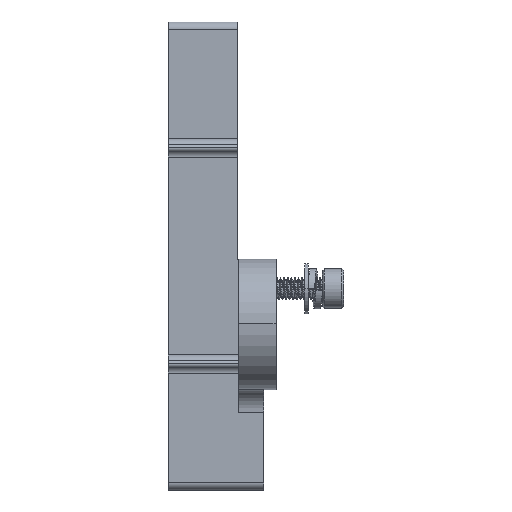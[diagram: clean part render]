
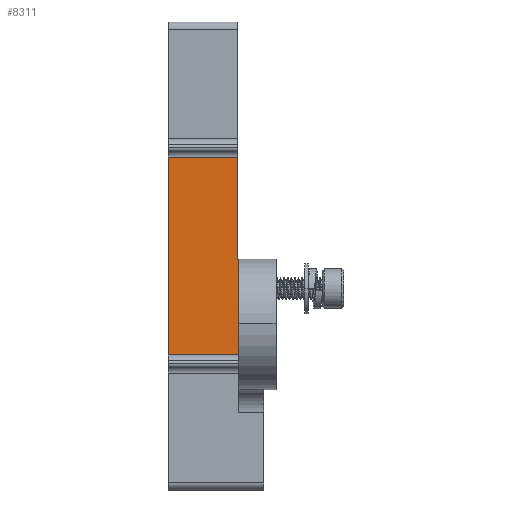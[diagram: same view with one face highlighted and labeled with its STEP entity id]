
A CAD part, top view. The second image highlights one B-rep face of the part: STEP entity #8311.
In plain terms, the highlighted face is planar.
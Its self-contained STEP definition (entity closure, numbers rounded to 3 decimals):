
#225 = PLANE('',#226);
#226 = AXIS2_PLACEMENT_3D('',#227,#228,#229);
#227 = CARTESIAN_POINT('',(32.5,35.5,0.));
#228 = DIRECTION('',(0.,0.,1.));
#229 = DIRECTION('',(0.,1.,0.));
#1226 = PLANE('',#1227);
#1227 = AXIS2_PLACEMENT_3D('',#1228,#1229,#1230);
#1228 = CARTESIAN_POINT('',(-32.5,-39.5,-9.6));
#1229 = DIRECTION('',(0.,0.,1.));
#1230 = DIRECTION('',(1.,0.,0.));
#1308 = CYLINDRICAL_SURFACE('',#1309,1.);
#1309 = AXIS2_PLACEMENT_3D('',#1310,#1311,#1312);
#1310 = CARTESIAN_POINT('',(-13.731,-30.5,-20.821));
#1311 = DIRECTION('',(0.,0.,1.));
#1312 = DIRECTION('',(0.,1.,0.));
#1347 = PLANE('',#1348);
#1348 = AXIS2_PLACEMENT_3D('',#1349,#1350,#1351);
#1349 = CARTESIAN_POINT('',(32.5,35.5,-9.8));
#1350 = DIRECTION('',(0.,0.,1.));
#1351 = DIRECTION('',(0.,1.,0.));
#5243 = VERTEX_POINT('',#5244);
#5244 = CARTESIAN_POINT('',(13.731,-31.5,0.));
#5263 = CYLINDRICAL_SURFACE('',#5264,1.);
#5264 = AXIS2_PLACEMENT_3D('',#5265,#5266,#5267);
#5265 = CARTESIAN_POINT('',(13.731,-30.5,-20.821));
#5266 = DIRECTION('',(0.,0.,1.));
#5267 = DIRECTION('',(0.,1.,0.));
#5275 = EDGE_CURVE('',#5276,#5243,#5278,.T.);
#5276 = VERTEX_POINT('',#5277);
#5277 = CARTESIAN_POINT('',(-13.731,-31.5,0.));
#5278 = SURFACE_CURVE('',#5279,(#5283,#5290),.PCURVE_S1.);
#5279 = LINE('',#5280,#5281);
#5280 = CARTESIAN_POINT('',(32.5,-31.5,0.));
#5281 = VECTOR('',#5282,1.);
#5282 = DIRECTION('',(1.,0.,0.));
#5283 = PCURVE('',#225,#5284);
#5284 = DEFINITIONAL_REPRESENTATION('',(#5285),#5289);
#5285 = LINE('',#5286,#5287);
#5286 = CARTESIAN_POINT('',(-67.,0.));
#5287 = VECTOR('',#5288,1.);
#5288 = DIRECTION('',(0.,-1.));
#5289 = ( GEOMETRIC_REPRESENTATION_CONTEXT(2) 
PARAMETRIC_REPRESENTATION_CONTEXT() REPRESENTATION_CONTEXT('2D SPACE',''
  ) );
#5290 = PCURVE('',#5291,#5296);
#5291 = PLANE('',#5292);
#5292 = AXIS2_PLACEMENT_3D('',#5293,#5294,#5295);
#5293 = CARTESIAN_POINT('',(32.5,-31.5,-9.8));
#5294 = DIRECTION('',(0.,-1.,0.));
#5295 = DIRECTION('',(1.,0.,0.));
#5296 = DEFINITIONAL_REPRESENTATION('',(#5297),#5301);
#5297 = LINE('',#5298,#5299);
#5298 = CARTESIAN_POINT('',(0.,9.8));
#5299 = VECTOR('',#5300,1.);
#5300 = DIRECTION('',(1.,0.));
#5301 = ( GEOMETRIC_REPRESENTATION_CONTEXT(2) 
PARAMETRIC_REPRESENTATION_CONTEXT() REPRESENTATION_CONTEXT('2D SPACE',''
  ) );
#8200 = PLANE('',#8201);
#8201 = AXIS2_PLACEMENT_3D('',#8202,#8203,#8204);
#8202 = CARTESIAN_POINT('',(0.55,-31.5,-15.));
#8203 = DIRECTION('',(1.,0.,0.));
#8204 = DIRECTION('',(0.,1.,0.));
#8311 = ADVANCED_FACE('',(#8312),#5291,.F.);
#8312 = FACE_BOUND('',#8313,.T.);
#8313 = EDGE_LOOP('',(#8314,#8339,#8362,#8385,#8406,#8407));
#8314 = ORIENTED_EDGE('',*,*,#8315,.F.);
#8315 = EDGE_CURVE('',#8316,#8318,#8320,.T.);
#8316 = VERTEX_POINT('',#8317);
#8317 = CARTESIAN_POINT('',(0.55,-31.5,-9.8));
#8318 = VERTEX_POINT('',#8319);
#8319 = CARTESIAN_POINT('',(13.731,-31.5,-9.8));
#8320 = SURFACE_CURVE('',#8321,(#8325,#8332),.PCURVE_S1.);
#8321 = LINE('',#8322,#8323);
#8322 = CARTESIAN_POINT('',(32.5,-31.5,-9.8));
#8323 = VECTOR('',#8324,1.);
#8324 = DIRECTION('',(1.,0.,0.));
#8325 = PCURVE('',#5291,#8326);
#8326 = DEFINITIONAL_REPRESENTATION('',(#8327),#8331);
#8327 = LINE('',#8328,#8329);
#8328 = CARTESIAN_POINT('',(0.,0.));
#8329 = VECTOR('',#8330,1.);
#8330 = DIRECTION('',(1.,0.));
#8331 = ( GEOMETRIC_REPRESENTATION_CONTEXT(2) 
PARAMETRIC_REPRESENTATION_CONTEXT() REPRESENTATION_CONTEXT('2D SPACE',''
  ) );
#8332 = PCURVE('',#1347,#8333);
#8333 = DEFINITIONAL_REPRESENTATION('',(#8334),#8338);
#8334 = LINE('',#8335,#8336);
#8335 = CARTESIAN_POINT('',(-67.,0.));
#8336 = VECTOR('',#8337,1.);
#8337 = DIRECTION('',(0.,-1.));
#8338 = ( GEOMETRIC_REPRESENTATION_CONTEXT(2) 
PARAMETRIC_REPRESENTATION_CONTEXT() REPRESENTATION_CONTEXT('2D SPACE',''
  ) );
#8339 = ORIENTED_EDGE('',*,*,#8340,.T.);
#8340 = EDGE_CURVE('',#8316,#8341,#8343,.T.);
#8341 = VERTEX_POINT('',#8342);
#8342 = CARTESIAN_POINT('',(0.55,-31.5,-9.6));
#8343 = SURFACE_CURVE('',#8344,(#8348,#8355),.PCURVE_S1.);
#8344 = LINE('',#8345,#8346);
#8345 = CARTESIAN_POINT('',(0.55,-31.5,-9.8));
#8346 = VECTOR('',#8347,1.);
#8347 = DIRECTION('',(0.,0.,1.));
#8348 = PCURVE('',#5291,#8349);
#8349 = DEFINITIONAL_REPRESENTATION('',(#8350),#8354);
#8350 = LINE('',#8351,#8352);
#8351 = CARTESIAN_POINT('',(-31.95,0.));
#8352 = VECTOR('',#8353,1.);
#8353 = DIRECTION('',(0.,1.));
#8354 = ( GEOMETRIC_REPRESENTATION_CONTEXT(2) 
PARAMETRIC_REPRESENTATION_CONTEXT() REPRESENTATION_CONTEXT('2D SPACE',''
  ) );
#8355 = PCURVE('',#8200,#8356);
#8356 = DEFINITIONAL_REPRESENTATION('',(#8357),#8361);
#8357 = LINE('',#8358,#8359);
#8358 = CARTESIAN_POINT('',(0.,5.2));
#8359 = VECTOR('',#8360,1.);
#8360 = DIRECTION('',(0.,1.));
#8361 = ( GEOMETRIC_REPRESENTATION_CONTEXT(2) 
PARAMETRIC_REPRESENTATION_CONTEXT() REPRESENTATION_CONTEXT('2D SPACE',''
  ) );
#8362 = ORIENTED_EDGE('',*,*,#8363,.T.);
#8363 = EDGE_CURVE('',#8341,#8364,#8366,.T.);
#8364 = VERTEX_POINT('',#8365);
#8365 = CARTESIAN_POINT('',(-13.731,-31.5,-9.6));
#8366 = SURFACE_CURVE('',#8367,(#8371,#8378),.PCURVE_S1.);
#8367 = LINE('',#8368,#8369);
#8368 = CARTESIAN_POINT('',(32.5,-31.5,-9.6));
#8369 = VECTOR('',#8370,1.);
#8370 = DIRECTION('',(-1.,0.,0.));
#8371 = PCURVE('',#5291,#8372);
#8372 = DEFINITIONAL_REPRESENTATION('',(#8373),#8377);
#8373 = LINE('',#8374,#8375);
#8374 = CARTESIAN_POINT('',(0.,0.2));
#8375 = VECTOR('',#8376,1.);
#8376 = DIRECTION('',(-1.,0.));
#8377 = ( GEOMETRIC_REPRESENTATION_CONTEXT(2) 
PARAMETRIC_REPRESENTATION_CONTEXT() REPRESENTATION_CONTEXT('2D SPACE',''
  ) );
#8378 = PCURVE('',#1226,#8379);
#8379 = DEFINITIONAL_REPRESENTATION('',(#8380),#8384);
#8380 = LINE('',#8381,#8382);
#8381 = CARTESIAN_POINT('',(65.,8.));
#8382 = VECTOR('',#8383,1.);
#8383 = DIRECTION('',(-1.,0.));
#8384 = ( GEOMETRIC_REPRESENTATION_CONTEXT(2) 
PARAMETRIC_REPRESENTATION_CONTEXT() REPRESENTATION_CONTEXT('2D SPACE',''
  ) );
#8385 = ORIENTED_EDGE('',*,*,#8386,.T.);
#8386 = EDGE_CURVE('',#8364,#5276,#8387,.T.);
#8387 = SURFACE_CURVE('',#8388,(#8392,#8399),.PCURVE_S1.);
#8388 = LINE('',#8389,#8390);
#8389 = CARTESIAN_POINT('',(-13.731,-31.5,-9.8));
#8390 = VECTOR('',#8391,1.);
#8391 = DIRECTION('',(0.,0.,1.));
#8392 = PCURVE('',#5291,#8393);
#8393 = DEFINITIONAL_REPRESENTATION('',(#8394),#8398);
#8394 = LINE('',#8395,#8396);
#8395 = CARTESIAN_POINT('',(-46.231,0.));
#8396 = VECTOR('',#8397,1.);
#8397 = DIRECTION('',(0.,1.));
#8398 = ( GEOMETRIC_REPRESENTATION_CONTEXT(2) 
PARAMETRIC_REPRESENTATION_CONTEXT() REPRESENTATION_CONTEXT('2D SPACE',''
  ) );
#8399 = PCURVE('',#1308,#8400);
#8400 = DEFINITIONAL_REPRESENTATION('',(#8401),#8405);
#8401 = LINE('',#8402,#8403);
#8402 = CARTESIAN_POINT('',(3.142,11.021));
#8403 = VECTOR('',#8404,1.);
#8404 = DIRECTION('',(0.,1.));
#8405 = ( GEOMETRIC_REPRESENTATION_CONTEXT(2) 
PARAMETRIC_REPRESENTATION_CONTEXT() REPRESENTATION_CONTEXT('2D SPACE',''
  ) );
#8406 = ORIENTED_EDGE('',*,*,#5275,.T.);
#8407 = ORIENTED_EDGE('',*,*,#8408,.T.);
#8408 = EDGE_CURVE('',#5243,#8318,#8409,.T.);
#8409 = SURFACE_CURVE('',#8410,(#8414,#8421),.PCURVE_S1.);
#8410 = LINE('',#8411,#8412);
#8411 = CARTESIAN_POINT('',(13.731,-31.5,-9.8));
#8412 = VECTOR('',#8413,1.);
#8413 = DIRECTION('',(0.,0.,-1.));
#8414 = PCURVE('',#5291,#8415);
#8415 = DEFINITIONAL_REPRESENTATION('',(#8416),#8420);
#8416 = LINE('',#8417,#8418);
#8417 = CARTESIAN_POINT('',(-18.769,0.));
#8418 = VECTOR('',#8419,1.);
#8419 = DIRECTION('',(0.,-1.));
#8420 = ( GEOMETRIC_REPRESENTATION_CONTEXT(2) 
PARAMETRIC_REPRESENTATION_CONTEXT() REPRESENTATION_CONTEXT('2D SPACE',''
  ) );
#8421 = PCURVE('',#5263,#8422);
#8422 = DEFINITIONAL_REPRESENTATION('',(#8423),#8427);
#8423 = LINE('',#8424,#8425);
#8424 = CARTESIAN_POINT('',(3.142,11.021));
#8425 = VECTOR('',#8426,1.);
#8426 = DIRECTION('',(0.,-1.));
#8427 = ( GEOMETRIC_REPRESENTATION_CONTEXT(2) 
PARAMETRIC_REPRESENTATION_CONTEXT() REPRESENTATION_CONTEXT('2D SPACE',''
  ) );
